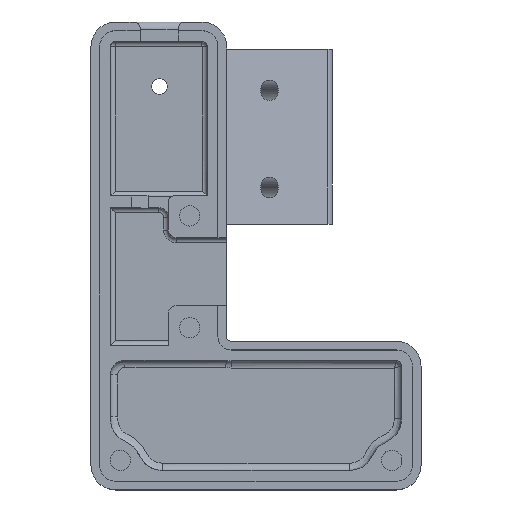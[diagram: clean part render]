
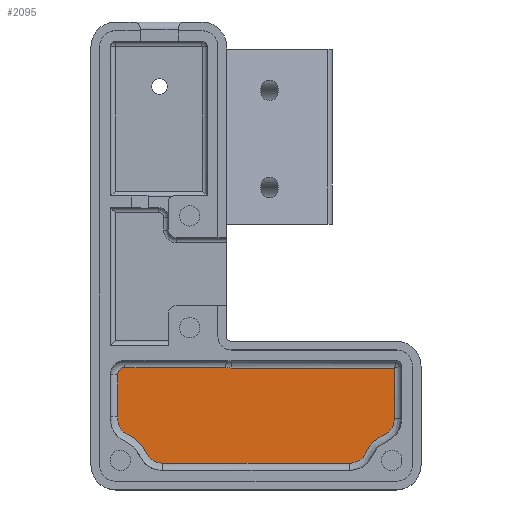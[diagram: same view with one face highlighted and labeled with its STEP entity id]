
A CAD part, top view. The second image highlights one B-rep face of the part: STEP entity #2095.
In plain terms, the highlighted planar face has unit normal (0, 0, 1).
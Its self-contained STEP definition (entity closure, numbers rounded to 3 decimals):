
#30=PLANE('',#2248);
#99=B_SPLINE_CURVE_WITH_KNOTS('',3,(#3330,#3331,#3332,#3333,#3334,#3335,
#3336,#3337,#3338,#3339,#3340,#3341,#3342,#3343,#3344,#3345,#3346,#3347,
#3348,#3349,#3350,#3351,#3352,#3353,#3354),.UNSPECIFIED.,.F.,.F.,(4,1,1,
1,1,1,1,1,1,1,1,1,1,1,1,1,1,1,1,1,1,1,4),(-1.388,-1.304,
-1.218,-1.174,-1.131,-1.045,
-1.023,-1.001,-0.98,-0.958,
-0.871,-0.698,-0.655,-0.524,
-0.436,-0.393,-0.371,-0.349,
-0.305,-0.262,-0.175,-0.087,
-0.004),.UNSPECIFIED.);
#103=B_SPLINE_CURVE_WITH_KNOTS('',3,(#3596,#3597,#3598,#3599,#3600,#3601,
#3602,#3603,#3604,#3605,#3606,#3607,#3608,#3609,#3610,#3611,#3612,#3613,
#3614,#3615,#3616),.UNSPECIFIED.,.F.,.F.,(4,1,1,1,1,1,1,1,1,1,2,1,1,1,1,
1,1,4),(0.004,0.14,0.209,0.279,
0.288,0.297,0.314,0.349,
0.419,0.558,0.698,0.844,
0.99,1.063,1.136,1.209,1.282,
1.428),.UNSPECIFIED.);
#108=LINE('',#3149,#306);
#110=LINE('',#3435,#308);
#113=LINE('',#3645,#311);
#115=LINE('',#3664,#313);
#117=LINE('',#3687,#315);
#306=VECTOR('',#2463,10.);
#308=VECTOR('',#2467,10.);
#311=VECTOR('',#2476,10.);
#313=VECTOR('',#2486,10.);
#315=VECTOR('',#2498,10.);
#572=FACE_OUTER_BOUND('',#700,.T.);
#700=EDGE_LOOP('',(#1502,#1503,#1504,#1505,#1506,#1507,#1508,#1509,#1510));
#835=CIRCLE('',#2233,1.5);
#836=CIRCLE('',#2236,6.4);
#932=VERTEX_POINT('',#3144);
#933=VERTEX_POINT('',#3148);
#935=VERTEX_POINT('',#3329);
#937=VERTEX_POINT('',#3434);
#939=VERTEX_POINT('',#3595);
#941=VERTEX_POINT('',#3641);
#943=VERTEX_POINT('',#3655);
#946=VERTEX_POINT('',#3663);
#947=VERTEX_POINT('',#3680);
#1130=EDGE_CURVE('',#932,#933,#108,.T.);
#1133=EDGE_CURVE('',#933,#935,#99,.T.);
#1136=EDGE_CURVE('',#935,#937,#110,.T.);
#1139=EDGE_CURVE('',#937,#939,#103,.T.);
#1144=EDGE_CURVE('',#939,#941,#113,.T.);
#1147=EDGE_CURVE('',#941,#943,#835,.T.);
#1149=EDGE_CURVE('',#943,#946,#115,.T.);
#1151=EDGE_CURVE('',#946,#947,#836,.T.);
#1155=EDGE_CURVE('',#947,#932,#117,.T.);
#1502=ORIENTED_EDGE('',*,*,#1130,.F.);
#1503=ORIENTED_EDGE('',*,*,#1155,.F.);
#1504=ORIENTED_EDGE('',*,*,#1151,.F.);
#1505=ORIENTED_EDGE('',*,*,#1149,.F.);
#1506=ORIENTED_EDGE('',*,*,#1147,.F.);
#1507=ORIENTED_EDGE('',*,*,#1144,.F.);
#1508=ORIENTED_EDGE('',*,*,#1139,.F.);
#1509=ORIENTED_EDGE('',*,*,#1136,.F.);
#1510=ORIENTED_EDGE('',*,*,#1133,.F.);
#2095=ADVANCED_FACE('',(#572),#30,.T.);
#2233=AXIS2_PLACEMENT_3D('',#3659,#2481,#2482);
#2236=AXIS2_PLACEMENT_3D('',#3681,#2489,#2490);
#2248=AXIS2_PLACEMENT_3D('',#3710,#2523,#2524);
#2463=DIRECTION('',(0.,-1.,0.));
#2467=DIRECTION('',(-1.,0.,0.));
#2476=DIRECTION('',(0.,1.,0.));
#2481=DIRECTION('center_axis',(0.,0.,-1.));
#2482=DIRECTION('ref_axis',(-0.707,0.707,0.));
#2486=DIRECTION('',(1.,0.,0.));
#2489=DIRECTION('center_axis',(0.,0.,1.));
#2490=DIRECTION('ref_axis',(-0.101,-0.995,0.));
#2498=DIRECTION('',(1.,0.,0.));
#2523=DIRECTION('center_axis',(0.,0.,1.));
#2524=DIRECTION('ref_axis',(1.,0.,0.));
#3144=CARTESIAN_POINT('',(28.47,-23.6,-8.));
#3148=CARTESIAN_POINT('',(28.47,-34.01,-8.));
#3149=CARTESIAN_POINT('',(28.47,-16.091,-8.));
#3329=CARTESIAN_POINT('',(19.192,-43.2,-8.));
#3330=CARTESIAN_POINT('Ctrl Pts',(28.47,-34.01,-8.));
#3331=CARTESIAN_POINT('Ctrl Pts',(28.456,-34.287,-8.));
#3332=CARTESIAN_POINT('Ctrl Pts',(28.397,-34.851,-8.));
#3333=CARTESIAN_POINT('Ctrl Pts',(28.2,-35.539,-8.));
#3334=CARTESIAN_POINT('Ctrl Pts',(27.925,-36.049,-8.));
#3335=CARTESIAN_POINT('Ctrl Pts',(27.569,-36.507,-8.));
#3336=CARTESIAN_POINT('Ctrl Pts',(27.172,-36.825,-8.));
#3337=CARTESIAN_POINT('Ctrl Pts',(26.811,-37.064,-8.));
#3338=CARTESIAN_POINT('Ctrl Pts',(26.627,-37.178,-8.));
#3339=CARTESIAN_POINT('Ctrl Pts',(26.441,-37.288,-8.));
#3340=CARTESIAN_POINT('Ctrl Pts',(26.067,-37.504,-8.));
#3341=CARTESIAN_POINT('Ctrl Pts',(25.247,-37.956,-8.));
#3342=CARTESIAN_POINT('Ctrl Pts',(24.407,-38.534,-8.));
#3343=CARTESIAN_POINT('Ctrl Pts',(23.623,-39.392,-8.));
#3344=CARTESIAN_POINT('Ctrl Pts',(23.141,-40.123,-8.));
#3345=CARTESIAN_POINT('Ctrl Pts',(22.715,-40.884,-8.));
#3346=CARTESIAN_POINT('Ctrl Pts',(22.454,-41.32,-8.));
#3347=CARTESIAN_POINT('Ctrl Pts',(22.296,-41.563,-8.));
#3348=CARTESIAN_POINT('Ctrl Pts',(22.131,-41.802,-8.));
#3349=CARTESIAN_POINT('Ctrl Pts',(21.905,-42.086,-8.));
#3350=CARTESIAN_POINT('Ctrl Pts',(21.491,-42.498,-8.));
#3351=CARTESIAN_POINT('Ctrl Pts',(20.862,-42.879,-8.));
#3352=CARTESIAN_POINT('Ctrl Pts',(20.03,-43.113,-8.));
#3353=CARTESIAN_POINT('Ctrl Pts',(19.468,-43.181,-8.));
#3354=CARTESIAN_POINT('Ctrl Pts',(19.192,-43.2,-8.));
#3434=CARTESIAN_POINT('',(-19.192,-43.2,-8.));
#3435=CARTESIAN_POINT('',(10.165,-43.2,-8.));
#3595=CARTESIAN_POINT('',(-28.48,-33.6,-8.));
#3596=CARTESIAN_POINT('Ctrl Pts',(-19.192,-43.2,-8.));
#3597=CARTESIAN_POINT('Ctrl Pts',(-19.642,-43.169,-8.));
#3598=CARTESIAN_POINT('Ctrl Pts',(-20.322,-43.068,-8.));
#3599=CARTESIAN_POINT('Ctrl Pts',(-21.172,-42.712,-8.));
#3600=CARTESIAN_POINT('Ctrl Pts',(-21.571,-42.413,-8.));
#3601=CARTESIAN_POINT('Ctrl Pts',(-21.779,-42.209,-8.));
#3602=CARTESIAN_POINT('Ctrl Pts',(-21.859,-42.126,-8.));
#3603=CARTESIAN_POINT('Ctrl Pts',(-21.995,-41.974,-8.));
#3604=CARTESIAN_POINT('Ctrl Pts',(-22.245,-41.652,-8.));
#3605=CARTESIAN_POINT('Ctrl Pts',(-22.679,-40.962,-8.));
#3606=CARTESIAN_POINT('Ctrl Pts',(-23.233,-39.939,-8.));
#3607=CARTESIAN_POINT('Ctrl Pts',(-23.79,-39.188,-8.));
#3608=CARTESIAN_POINT('Ctrl Pts',(-24.464,-38.515,-8.));
#3609=CARTESIAN_POINT('Ctrl Pts',(-25.255,-37.936,-8.));
#3610=CARTESIAN_POINT('Ctrl Pts',(-26.33,-37.369,-8.));
#3611=CARTESIAN_POINT('Ctrl Pts',(-27.155,-36.849,-8.));
#3612=CARTESIAN_POINT('Ctrl Pts',(-27.71,-36.368,-8.));
#3613=CARTESIAN_POINT('Ctrl Pts',(-28.117,-35.751,-8.));
#3614=CARTESIAN_POINT('Ctrl Pts',(-28.424,-34.82,-8.));
#3615=CARTESIAN_POINT('Ctrl Pts',(-28.48,-34.087,-8.));
#3616=CARTESIAN_POINT('Ctrl Pts',(-28.48,-33.6,-8.));
#3641=CARTESIAN_POINT('',(-28.48,-25.,-8.));
#3645=CARTESIAN_POINT('',(-28.48,-26.291,-8.));
#3655=CARTESIAN_POINT('',(-26.98,-23.5,-8.));
#3659=CARTESIAN_POINT('Origin',(-26.98,-25.,-8.));
#3663=CARTESIAN_POINT('',(-6.257,-23.5,-8.));
#3664=CARTESIAN_POINT('',(-20.285,-23.5,-8.));
#3680=CARTESIAN_POINT('',(-5.13,-23.6,-8.));
#3681=CARTESIAN_POINT('Origin',(-5.13,-17.2,-8.));
#3687=CARTESIAN_POINT('',(-6.835,-23.6,-8.));
#3710=CARTESIAN_POINT('Origin',(-8.539,-8.983,-8.));
